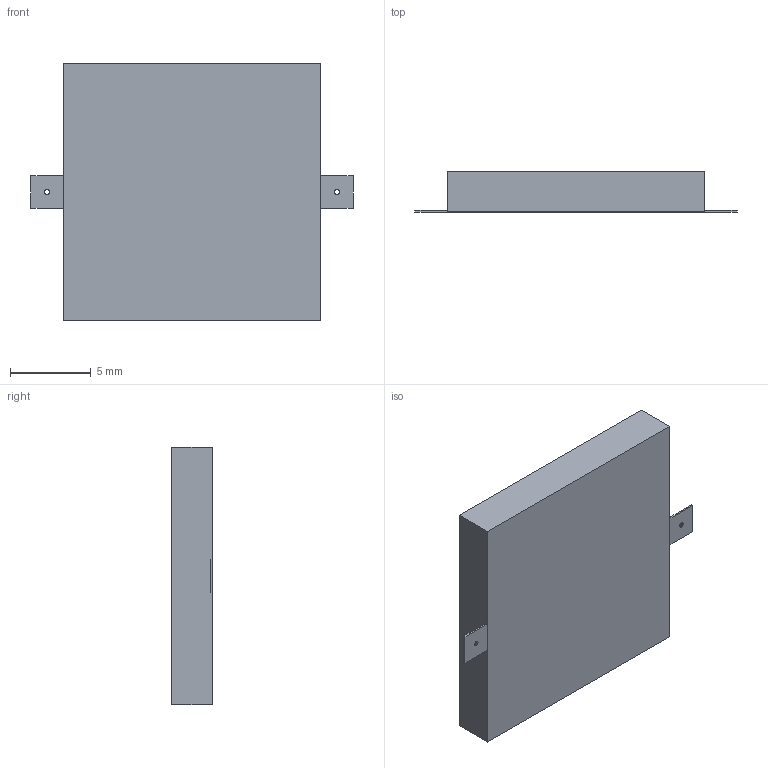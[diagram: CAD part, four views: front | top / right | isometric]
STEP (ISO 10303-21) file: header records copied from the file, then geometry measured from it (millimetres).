
FILE_DESCRIPTION (( 'STEP AP203' ), '1' );
FILE_NAME ('PT-1625.STEP', '2017-03-21T18:29:12', ( 'Gem' ), ( '' ), 'SwSTEP 2.0', 'SolidWorks 2013', '' );
FILE_SCHEMA (( 'CONFIG_CONTROL_DESIGN' ));
Length unit declared in the file: millimetre
Products named in the file (1): PT-1625
Bounding box: 20 x 2.5 x 16 mm (x, y, z)
Volume: 639.6 mm3; surface area: 698.3 mm2
Topology: 3 solids, 3 shells, 40 faces, 84 edges, 56 vertices
Faces by surface type: plane 24, cylinder 16
Entity records: 1163 total; most frequent: DIRECTION 198, CARTESIAN_POINT 181, ORIENTED_EDGE 168, EDGE_CURVE 84, AXIS2_PLACEMENT_3D 73, VERTEX_POINT 56, VECTOR 52, LINE 52
